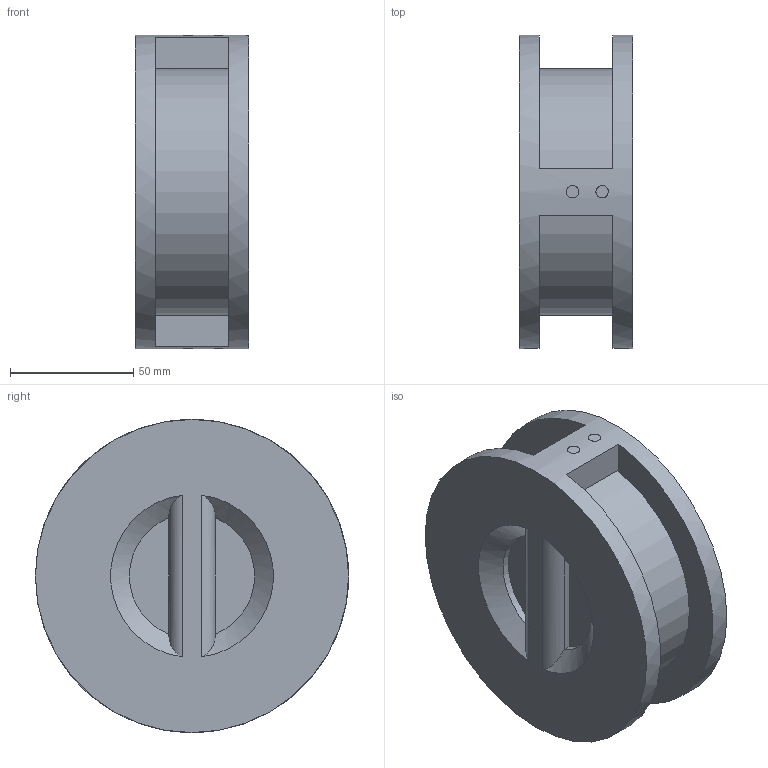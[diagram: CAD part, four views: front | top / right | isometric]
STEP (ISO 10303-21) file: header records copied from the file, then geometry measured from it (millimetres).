
FILE_DESCRIPTION((''),'2;1');
FILE_NAME('915DN65_16.stp','2010-05-07T14:06:25',('rals'),(''),'Autodesk Inventor 2009','Autodesk Inventor 2009','');
FILE_SCHEMA(('AUTOMOTIVE_DESIGN { 1 0 10303 214 1 1 1 1 }'));
Length unit declared in the file: millimetre
Products named in the file (1): P09_016_065B
Bounding box: 46 x 127 x 127 mm (x, y, z)
Volume: 274604.5 mm3; surface area: 73959.8 mm2
Topology: 1 solids, 1 shells, 102 faces, 258 edges, 156 vertices
Faces by surface type: plane 48, cylinder 23, bspline 22, cone 7, torus 2
Full cylindrical faces by diameter (mm): 5 x1, 80 x1, 127 x1
Entity records: 5396 total; most frequent: CARTESIAN_POINT 2915, ORIENTED_EDGE 500, DIRECTION 456, EDGE_CURVE 250, AXIS2_PLACEMENT_3D 168, VERTEX_POINT 153, EDGE_LOOP 133, VECTOR 120
